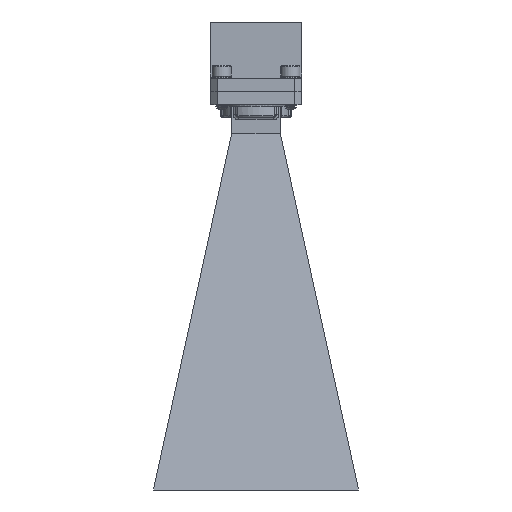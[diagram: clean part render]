
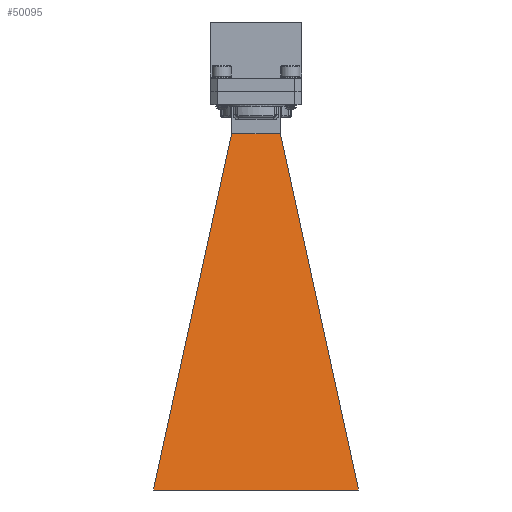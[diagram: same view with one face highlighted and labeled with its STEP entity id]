
A CAD part, front view. The second image highlights one B-rep face of the part: STEP entity #50095.
In plain terms, the highlighted planar face has unit normal (0, -0.985, 0.172).
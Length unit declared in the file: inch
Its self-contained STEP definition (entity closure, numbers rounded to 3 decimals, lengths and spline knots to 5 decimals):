
#2033 = VERTEX_POINT ( 'NONE', #12101 ) ;
#5254 = DIRECTION ( 'NONE',  ( 1., 0., 0. ) ) ;
#8417 = CARTESIAN_POINT ( 'NONE',  ( 0.117, -0.1955, -0.61 ) ) ;
#8782 = VECTOR ( 'NONE', #38464, 39.37008 ) ;
#9484 = EDGE_CURVE ( 'NONE', #2033, #52031, #49848, .T. ) ;
#10341 = ORIENTED_EDGE ( 'NONE', *, *, #11221, .T. ) ;
#11221 = EDGE_CURVE ( 'NONE', #19829, #21639, #18837, .T. ) ;
#11446 = EDGE_CURVE ( 'NONE', #19829, #52031, #37421, .T. ) ;
#11953 = CARTESIAN_POINT ( 'NONE',  ( -1.48, -1.095, -5.75 ) ) ;
#11967 = CARTESIAN_POINT ( 'NONE',  ( 1.48, -1.095, -5.75 ) ) ;
#12034 = FACE_OUTER_BOUND ( 'NONE', #45259, .T. ) ;
#12101 = CARTESIAN_POINT ( 'NONE',  ( 0.351, -0.1955, -0.61 ) ) ;
#13268 = CARTESIAN_POINT ( 'NONE',  ( 1.48, -1.095, -5.75 ) ) ;
#16151 = CARTESIAN_POINT ( 'NONE',  ( -1.48, -1.095, -5.75 ) ) ;
#17669 = EDGE_CURVE ( 'NONE', #21639, #2033, #40072, .T. ) ;
#17906 = DIRECTION ( 'NONE',  ( 0., -0.985, 0.172 ) ) ;
#18837 = LINE ( 'NONE', #43234, #36156 ) ;
#19829 = VERTEX_POINT ( 'NONE', #11953 ) ;
#21639 = VERTEX_POINT ( 'NONE', #11967 ) ;
#22720 = PLANE ( 'NONE',  #49299 ) ;
#23764 = CARTESIAN_POINT ( 'NONE',  ( -0.351, -0.1955, -0.61 ) ) ;
#25956 = ORIENTED_EDGE ( 'NONE', *, *, #17669, .T. ) ;
#30038 = CARTESIAN_POINT ( 'NONE',  ( -0.351, -0.1955, -0.61 ) ) ;
#30111 = VECTOR ( 'NONE', #47747, 39.37008 ) ;
#33926 = CARTESIAN_POINT ( 'NONE',  ( -0.117, -0.1955, -0.61 ) ) ;
#36156 = VECTOR ( 'NONE', #5254, 39.37008 ) ;
#37421 = LINE ( 'NONE', #16151, #8782 ) ;
#38464 = DIRECTION ( 'NONE',  ( 0.211, 0.168, 0.963 ) ) ;
#39465 = CARTESIAN_POINT ( 'NONE',  ( 0., -0.08611, 0.01507 ) ) ;
#40072 = LINE ( 'NONE', #13268, #30111 ) ;
#43234 = CARTESIAN_POINT ( 'NONE',  ( -1.48, -1.095, -5.75 ) ) ;
#43763 = DIRECTION ( 'NONE',  ( 0., -0.172, -0.985 ) ) ;
#43902 = ORIENTED_EDGE ( 'NONE', *, *, #11446, .F. ) ;
#43917 = ORIENTED_EDGE ( 'NONE', *, *, #9484, .T. ) ;
#45259 = EDGE_LOOP ( 'NONE', ( #25956, #43917, #43902, #10341 ) ) ;
#47747 = DIRECTION ( 'NONE',  ( -0.211, 0.168, 0.963 ) ) ;
#49299 = AXIS2_PLACEMENT_3D ( 'NONE', #39465, #17906, #43763 ) ;
#49848 = B_SPLINE_CURVE_WITH_KNOTS ( 'NONE', 3,
 ( #54965, #8417, #33926, #30038 ),
 .UNSPECIFIED., .F., .F.,
 ( 4, 4 ),
 ( 0., 1. ),
 .UNSPECIFIED. ) ;
#50095 = ADVANCED_FACE ( 'NONE', ( #12034 ), #22720, .T. ) ;
#52031 = VERTEX_POINT ( 'NONE', #23764 ) ;
#54965 = CARTESIAN_POINT ( 'NONE',  ( 0.351, -0.1955, -0.61 ) ) ;
